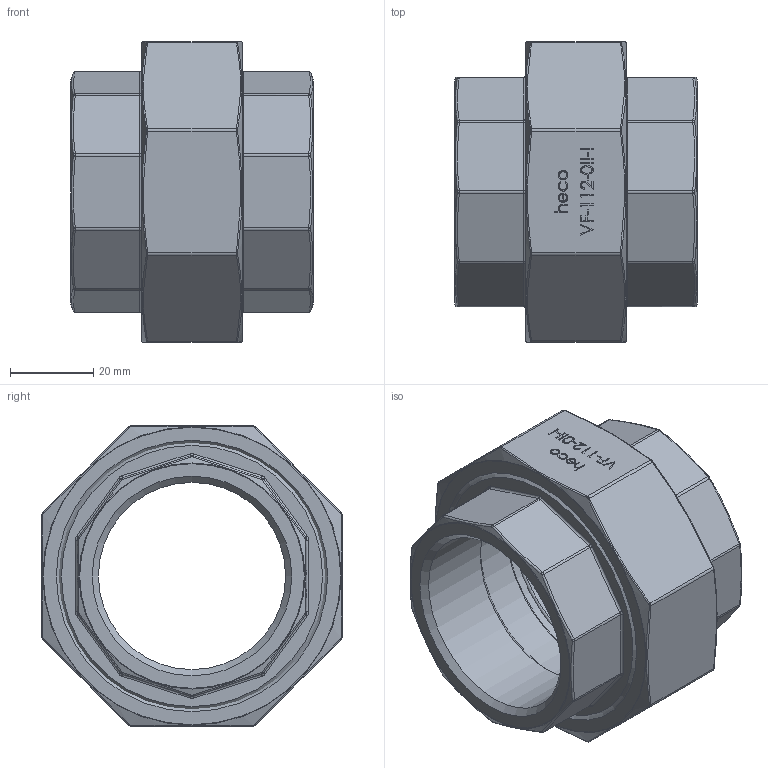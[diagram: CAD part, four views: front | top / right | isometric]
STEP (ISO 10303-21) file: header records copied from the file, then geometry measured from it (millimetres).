
FILE_DESCRIPTION (( 'STEP AP214' ), '1' );
FILE_NAME ('VF-112-0II-I Verschraubung flach 2109.STEP', '2021-09-23T08:26:09', ( '' ), ( '' ), 'SwSTEP 2.0', 'SolidWorks 2019', '' );
FILE_SCHEMA (( 'AUTOMOTIVE_DESIGN' ));
Length unit declared in the file: millimetre
Products named in the file (1): VF-112-0II-I Verschraubung flach 2109
Bounding box: 58 x 72 x 72 mm (x, y, z)
Volume: 90828.7 mm3; surface area: 39896.9 mm2
Topology: 4 solids, 4 shells, 369 faces, 883 edges, 546 vertices
Faces by surface type: plane 142, bspline 122, cylinder 59, torus 35, cone 11
Full cylindrical faces by diameter (mm): 44.843 x2, 49 x2, 50 x1, 58.5 x1, 59 x1, 62.5 x2, 62.84 x1, 65 x1
Entity records: 18554 total; most frequent: CARTESIAN_POINT 6936, ORIENTED_EDGE 1670, DIRECTION 1256, EDGE_CURVE 835, VERTEX_POINT 535, AXIS2_PLACEMENT_3D 447, EDGE_LOOP 438, FACE_OUTER_BOUND 395
